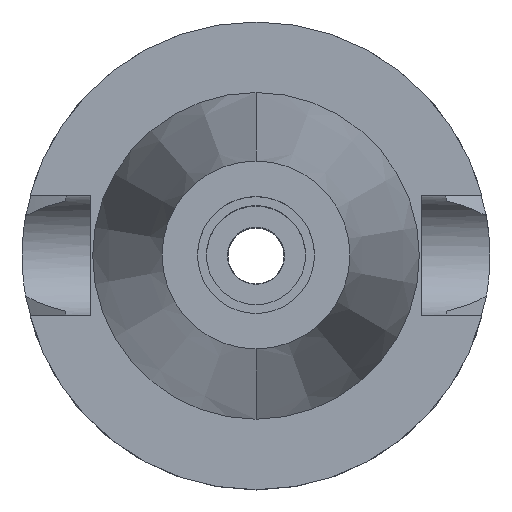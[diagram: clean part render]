
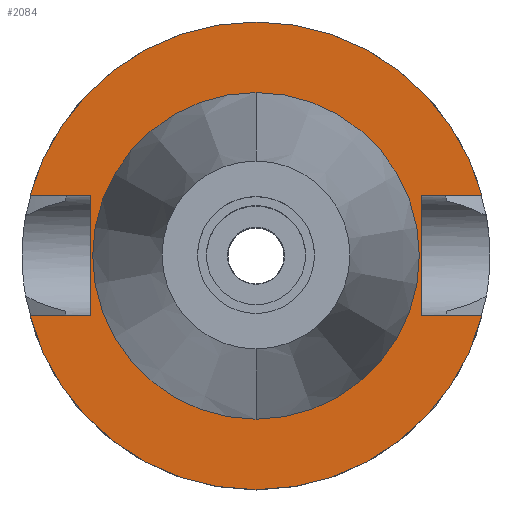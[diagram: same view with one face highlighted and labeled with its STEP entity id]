
A CAD part, top view. The second image highlights one B-rep face of the part: STEP entity #2084.
In plain terms, the highlighted planar face has unit normal (0, 0, 1).
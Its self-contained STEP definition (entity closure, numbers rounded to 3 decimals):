
#784=DIRECTION('',(1.,0.,0.));
#785=VECTOR('',#784,12.921);
#786=CARTESIAN_POINT('',(35.4,12.85,-1.5));
#787=LINE('',#786,#785);
#831=DIRECTION('',(0.,1.,0.));
#832=VECTOR('',#831,25.7);
#833=CARTESIAN_POINT('',(-35.4,-12.85,-1.5));
#834=LINE('',#833,#832);
#838=DIRECTION('',(-1.,0.,0.));
#839=VECTOR('',#838,12.921);
#840=CARTESIAN_POINT('',(-35.4,12.85,-1.5));
#841=LINE('',#840,#839);
#845=CARTESIAN_POINT('',(0.,0.,-1.5));
#846=DIRECTION('',(0.,0.,-1.));
#847=DIRECTION('',(-0.966,0.257,0.));
#848=AXIS2_PLACEMENT_3D('',#845,#846,#847);
#853=CARTESIAN_POINT('',(0.,0.,-1.5));
#854=DIRECTION('',(0.,0.,-1.));
#855=DIRECTION('',(0.,1.,0.));
#856=AXIS2_PLACEMENT_3D('',#853,#854,#855);
#861=DIRECTION('',(0.,-1.,0.));
#862=VECTOR('',#861,25.7);
#863=CARTESIAN_POINT('',(35.4,12.85,-1.5));
#864=LINE('',#863,#862);
#868=DIRECTION('',(1.,0.,0.));
#869=VECTOR('',#868,12.921);
#870=CARTESIAN_POINT('',(35.4,-12.85,-1.5));
#871=LINE('',#870,#869);
#875=CARTESIAN_POINT('',(0.,0.,-1.5));
#876=DIRECTION('',(0.,0.,-1.));
#877=DIRECTION('',(0.966,-0.257,0.));
#878=AXIS2_PLACEMENT_3D('',#875,#876,#877);
#883=CARTESIAN_POINT('',(0.,0.,-1.5));
#884=DIRECTION('',(0.,0.,-1.));
#885=DIRECTION('',(0.,-1.,0.));
#886=AXIS2_PLACEMENT_3D('',#883,#884,#885);
#891=CARTESIAN_POINT('',(0.,0.,-1.5));
#892=DIRECTION('',(0.,0.,1.));
#893=DIRECTION('',(0.,-1.,0.));
#894=AXIS2_PLACEMENT_3D('',#891,#892,#893);
#899=CARTESIAN_POINT('',(0.,0.,-1.5));
#900=DIRECTION('',(0.,0.,1.));
#901=DIRECTION('',(0.,1.,0.));
#902=AXIS2_PLACEMENT_3D('',#899,#900,#901);
#937=DIRECTION('',(-1.,0.,0.));
#938=VECTOR('',#937,12.921);
#939=CARTESIAN_POINT('',(-35.4,-12.85,-1.5));
#940=LINE('',#939,#938);
#1315=CARTESIAN_POINT('',(-35.4,-12.85,-1.5));
#1316=VERTEX_POINT('',#1315);
#1317=CARTESIAN_POINT('',(-48.321,-12.85,-1.5));
#1318=VERTEX_POINT('',#1317);
#1321=CARTESIAN_POINT('',(-35.4,12.85,-1.5));
#1322=VERTEX_POINT('',#1321);
#1323=CARTESIAN_POINT('',(-48.321,12.85,-1.5));
#1324=VERTEX_POINT('',#1323);
#1325=CARTESIAN_POINT('',(0.,50.,-1.5));
#1326=CARTESIAN_POINT('',(48.321,12.85,-1.5));
#1327=VERTEX_POINT('',#1325);
#1328=VERTEX_POINT('',#1326);
#1329=CARTESIAN_POINT('',(35.4,12.85,-1.5));
#1330=VERTEX_POINT('',#1329);
#1331=CARTESIAN_POINT('',(35.4,-12.85,-1.5));
#1332=VERTEX_POINT('',#1331);
#1333=CARTESIAN_POINT('',(48.321,-12.85,-1.5));
#1334=VERTEX_POINT('',#1333);
#1335=CARTESIAN_POINT('',(0.,-50.,-1.5));
#1336=VERTEX_POINT('',#1335);
#1337=CARTESIAN_POINT('',(0.,-34.925,-1.5));
#1338=CARTESIAN_POINT('',(0.,34.925,-1.5));
#1339=VERTEX_POINT('',#1337);
#1340=VERTEX_POINT('',#1338);
#2053=CARTESIAN_POINT('',(0.,0.,-1.5));
#2054=DIRECTION('',(0.,0.,-1.));
#2055=DIRECTION('',(0.,-1.,0.));
#2056=AXIS2_PLACEMENT_3D('',#2053,#2054,#2055);
#2057=PLANE('',#2056);
#2059=ORIENTED_EDGE('',*,*,#2058,.T.);
#2061=ORIENTED_EDGE('',*,*,#2060,.T.);
#2063=ORIENTED_EDGE('',*,*,#2062,.T.);
#2065=ORIENTED_EDGE('',*,*,#2064,.T.);
#2066=ORIENTED_EDGE('',*,*,#2029,.F.);
#2067=ORIENTED_EDGE('',*,*,#2043,.T.);
#2069=ORIENTED_EDGE('',*,*,#2068,.T.);
#2071=ORIENTED_EDGE('',*,*,#2070,.T.);
#2073=ORIENTED_EDGE('',*,*,#2072,.T.);
#2075=ORIENTED_EDGE('',*,*,#2074,.F.);
#2076=EDGE_LOOP('',(#2059,#2061,#2063,#2065,#2066,#2067,#2069,#2071,#2073,
#2075));
#2077=FACE_OUTER_BOUND('',#2076,.F.);
#2079=ORIENTED_EDGE('',*,*,#2078,.T.);
#2081=ORIENTED_EDGE('',*,*,#2080,.T.);
#2082=EDGE_LOOP('',(#2079,#2081));
#2083=FACE_BOUND('',#2082,.F.);
#849=CIRCLE('',#848,50.);
#857=CIRCLE('',#856,50.);
#879=CIRCLE('',#878,50.);
#887=CIRCLE('',#886,50.);
#895=CIRCLE('',#894,34.925);
#903=CIRCLE('',#902,34.925);
#2029=EDGE_CURVE('',#1330,#1328,#787,.T.);
#2043=EDGE_CURVE('',#1330,#1332,#864,.T.);
#2058=EDGE_CURVE('',#1316,#1322,#834,.T.);
#2060=EDGE_CURVE('',#1322,#1324,#841,.T.);
#2062=EDGE_CURVE('',#1324,#1327,#849,.T.);
#2064=EDGE_CURVE('',#1327,#1328,#857,.T.);
#2068=EDGE_CURVE('',#1332,#1334,#871,.T.);
#2070=EDGE_CURVE('',#1334,#1336,#879,.T.);
#2072=EDGE_CURVE('',#1336,#1318,#887,.T.);
#2074=EDGE_CURVE('',#1316,#1318,#940,.T.);
#2078=EDGE_CURVE('',#1339,#1340,#895,.T.);
#2080=EDGE_CURVE('',#1340,#1339,#903,.T.);
#2084=ADVANCED_FACE('',(#2077,#2083),#2057,.F.);
